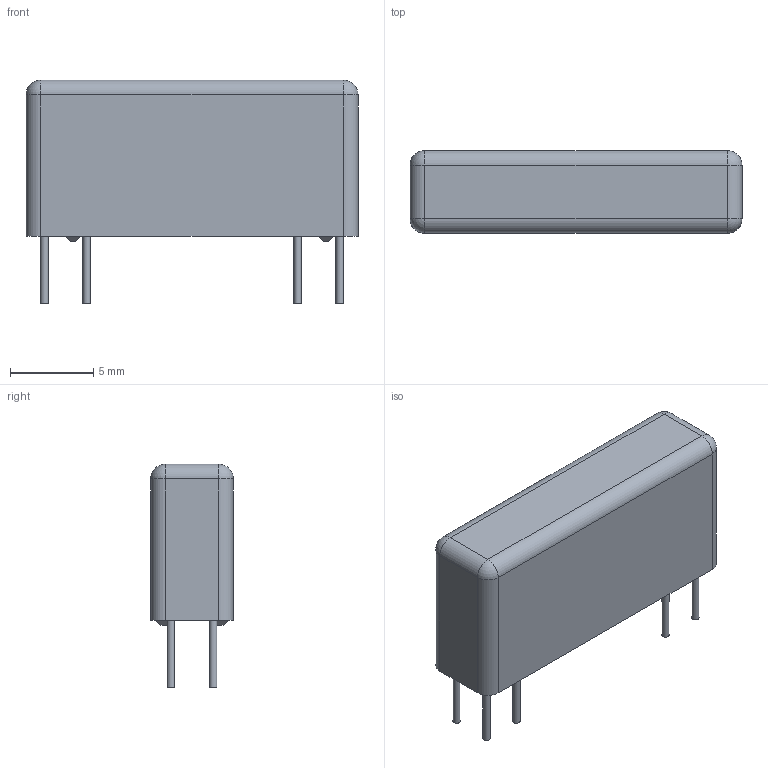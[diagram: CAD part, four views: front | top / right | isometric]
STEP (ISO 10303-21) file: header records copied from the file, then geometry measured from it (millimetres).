
FILE_DESCRIPTION(/* description */ ('STEP AP214'),/* implementation_level */ '2;1');
FILE_NAME(/* name */ '60ff94a44316851b0fbe3664',/* time_stamp */ '2021-07-27T05:07:48+00:00',/* author */ (''),/* organization */ (''),/* preprocessor_version */ 'ST-DEVELOPER v18.1',/* originating_system */ ' ',/* authorisation */ ' ');
FILE_SCHEMA (('AUTOMOTIVE_DESIGN {1 0 10303 214 3 1 1}'));
Length unit declared in the file: metre
Products named in the file (1): COTO 23XX-XX-0X0 6pin
Bounding box: 19.99 x 4.98 x 13.46 mm (x, y, z)
Volume: 925.4 mm3; surface area: 670.1 mm2
Topology: 1 solids, 1 shells, 50 faces, 106 edges, 64 vertices
Faces by surface type: plane 32, cylinder 14, sphere 4
Full cylindrical faces by diameter (mm): 0.457 x6
Entity records: 1651 total; most frequent: DIRECTION 226, CARTESIAN_POINT 211, ORIENTED_EDGE 192, EDGE_CURVE 96, AXIS2_PLACEMENT_3D 79, LINE 68, VECTOR 68, EDGE_LOOP 66
